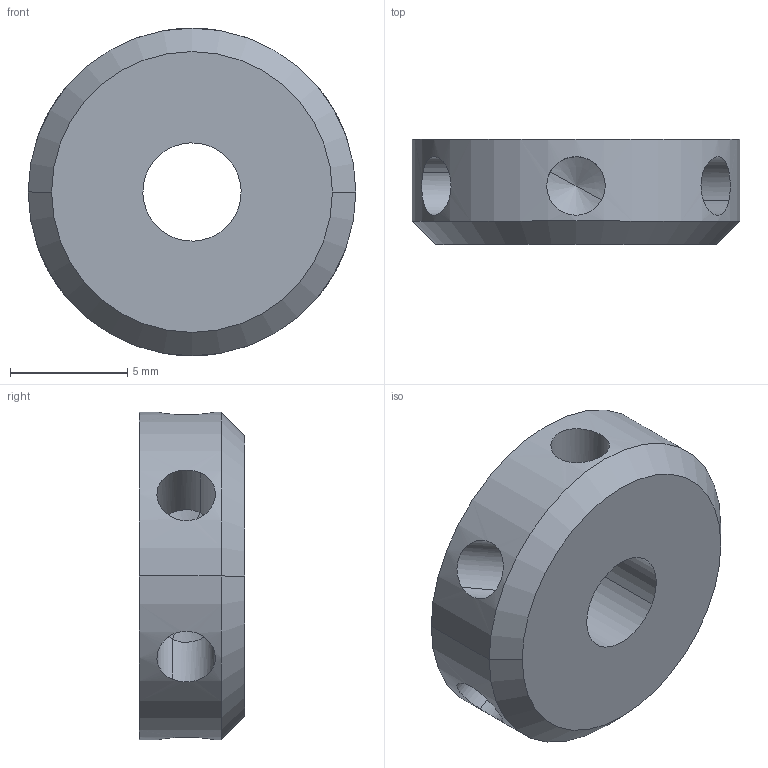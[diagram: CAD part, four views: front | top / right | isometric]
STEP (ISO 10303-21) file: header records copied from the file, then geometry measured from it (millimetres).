
FILE_DESCRIPTION(('CATIA V5 STEP Exchange'),'2;1');
FILE_NAME('Ecrou cylindrique M5.stp','2019-01-19T15:11:41+00:00',('none'),('none'),'CATIA Version 5 Release 21 GA (IN-10)','CATIA V5 STEP AP203','none');
FILE_SCHEMA(('CONFIG_CONTROL_DESIGN'));
Length unit declared in the file: millimetre
Products named in the file (1): Ecrou cylindrique M5
Bounding box: 14 x 4.5 x 14 mm (x, y, z)
Volume: 500.1 mm3; surface area: 677.1 mm2
Topology: 1 solids, 1 shells, 32 faces, 76 edges, 40 vertices
Faces by surface type: cylinder 16, cone 14, plane 2
Entity records: 888 total; most frequent: CARTESIAN_POINT 255, ORIENTED_EDGE 128, DIRECTION 88, EDGE_CURVE 64, AXIS2_PLACEMENT_3D 41, EDGE_LOOP 40, VERTEX_POINT 40, ADVANCED_FACE 32
